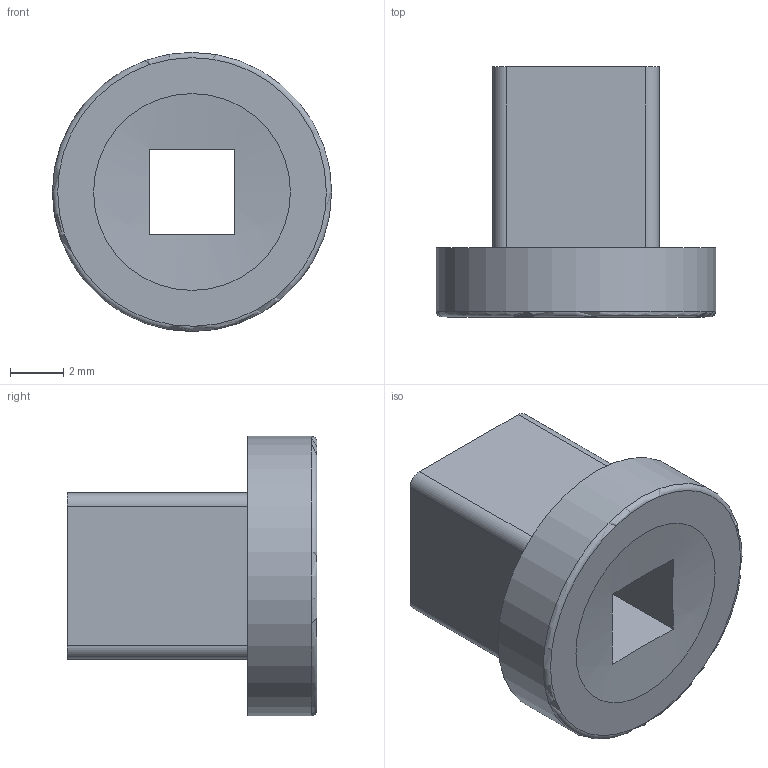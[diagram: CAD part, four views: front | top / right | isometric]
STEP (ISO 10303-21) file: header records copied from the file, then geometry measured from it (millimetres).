
FILE_DESCRIPTION(/* description */ (''),/* implementation_level */ '2;1');
FILE_NAME(/* name */ '(2.85'''') VEXplorer Wheel-Parts\Insert 2.ipt.step',/* time_stamp */ '2020-04-16T23:21:10-04:00',/* author */ ('Jordan'),/* organization */ (''),/* preprocessor_version */ 'ST-DEVELOPER v17',/* originating_system */ 'Autodesk Inventor 2019',/* authorisation */ '');
FILE_SCHEMA (('AUTOMOTIVE_DESIGN { 1 0 10303 214 3 1 1 }'));
Length unit declared in the file: inch
Products named in the file (1): Insert 2
Bounding box: 10.5 x 9.4 x 10.5 mm (x, y, z)
Volume: 388.5 mm3; surface area: 519 mm2
Topology: 1 solids, 1 shells, 18 faces, 48 edges, 34 vertices
Faces by surface type: plane 11, cylinder 5, torus 1, sphere 1
Full cylindrical faces by diameter (mm): 10.5 x1
Entity records: 709 total; most frequent: CARTESIAN_POINT 191, DIRECTION 103, ORIENTED_EDGE 96, EDGE_CURVE 48, AXIS2_PLACEMENT_3D 39, VERTEX_POINT 34, LINE 25, VECTOR 25
